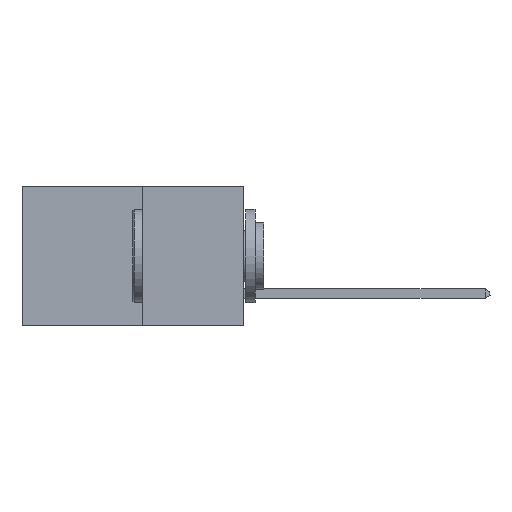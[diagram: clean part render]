
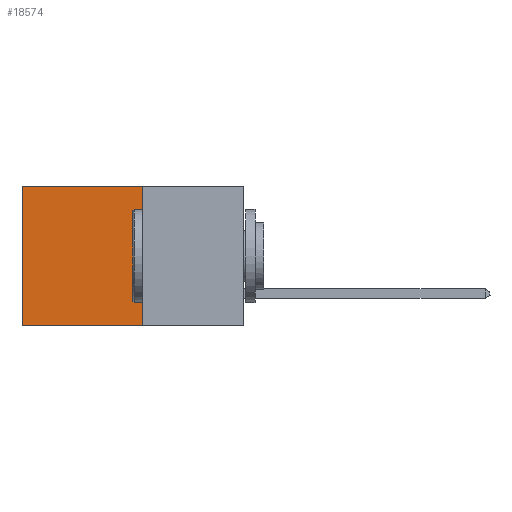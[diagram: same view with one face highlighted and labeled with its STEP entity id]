
A CAD part, left-side view. The second image highlights one B-rep face of the part: STEP entity #18574.
In plain terms, the highlighted planar face has unit normal (-1, 0, 0).
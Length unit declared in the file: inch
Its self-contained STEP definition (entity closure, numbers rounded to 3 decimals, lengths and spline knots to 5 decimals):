
#60 = PLANE ( 'NONE',  #5589 ) ;
#667 = VERTEX_POINT ( 'NONE', #10448 ) ;
#1645 = DIRECTION ( 'NONE',  ( 0., 0., -1. ) ) ;
#3345 = VECTOR ( 'NONE', #12626, 39.37008 ) ;
#3544 = EDGE_CURVE ( 'NONE', #9828, #667, #14850, .T. ) ;
#3838 = LINE ( 'NONE', #18729, #3345 ) ;
#4626 = DIRECTION ( 'NONE',  ( 0., 1., 0. ) ) ;
#4651 = CARTESIAN_POINT ( 'NONE',  ( 0.277, 0.59, 0. ) ) ;
#4808 = CARTESIAN_POINT ( 'NONE',  ( 0.277, 0.27, -0.37 ) ) ;
#4833 = EDGE_CURVE ( 'NONE', #667, #10313, #19344, .T. ) ;
#5118 = DIRECTION ( 'NONE',  ( 0., 0., -1. ) ) ;
#5589 = AXIS2_PLACEMENT_3D ( 'NONE', #17068, #10961, #1645 ) ;
#6756 = VECTOR ( 'NONE', #8404, 39.37008 ) ;
#6884 = ORIENTED_EDGE ( 'NONE', *, *, #18647, .T. ) ;
#7198 = VECTOR ( 'NONE', #4626, 39.37008 ) ;
#8404 = DIRECTION ( 'NONE',  ( 0., 0., -1. ) ) ;
#8635 = CARTESIAN_POINT ( 'NONE',  ( 0.277, 0.27, -0.37 ) ) ;
#9828 = VERTEX_POINT ( 'NONE', #14560 ) ;
#10313 = VERTEX_POINT ( 'NONE', #12962 ) ;
#10448 = CARTESIAN_POINT ( 'NONE',  ( 0.277, 0.27, -0.37 ) ) ;
#10961 = DIRECTION ( 'NONE',  ( 1., 0., 0. ) ) ;
#11033 = LINE ( 'NONE', #18869, #15065 ) ;
#12626 = DIRECTION ( 'NONE',  ( 0., 1., 0. ) ) ;
#12962 = CARTESIAN_POINT ( 'NONE',  ( 0.277, 0.59, -0.37 ) ) ;
#12983 = FACE_OUTER_BOUND ( 'NONE', #15586, .T. ) ;
#13230 = VERTEX_POINT ( 'NONE', #4651 ) ;
#13456 = EDGE_CURVE ( 'NONE', #13230, #10313, #11033, .T. ) ;
#14560 = CARTESIAN_POINT ( 'NONE',  ( 0.277, 0.27, 0. ) ) ;
#14850 = LINE ( 'NONE', #8635, #6756 ) ;
#15065 = VECTOR ( 'NONE', #5118, 39.37008 ) ;
#15586 = EDGE_LOOP ( 'NONE', ( #17357, #17920, #18668, #6884 ) ) ;
#17068 = CARTESIAN_POINT ( 'NONE',  ( 0.277, 0.27, -0.37 ) ) ;
#17357 = ORIENTED_EDGE ( 'NONE', *, *, #13456, .T. ) ;
#17920 = ORIENTED_EDGE ( 'NONE', *, *, #4833, .F. ) ;
#18574 = ADVANCED_FACE ( 'NONE', ( #12983 ), #60, .F. ) ;
#18647 = EDGE_CURVE ( 'NONE', #9828, #13230, #3838, .T. ) ;
#18668 = ORIENTED_EDGE ( 'NONE', *, *, #3544, .F. ) ;
#18729 = CARTESIAN_POINT ( 'NONE',  ( 0.277, 0.27, 0. ) ) ;
#18869 = CARTESIAN_POINT ( 'NONE',  ( 0.277, 0.59, -0.37 ) ) ;
#19344 = LINE ( 'NONE', #4808, #7198 ) ;
